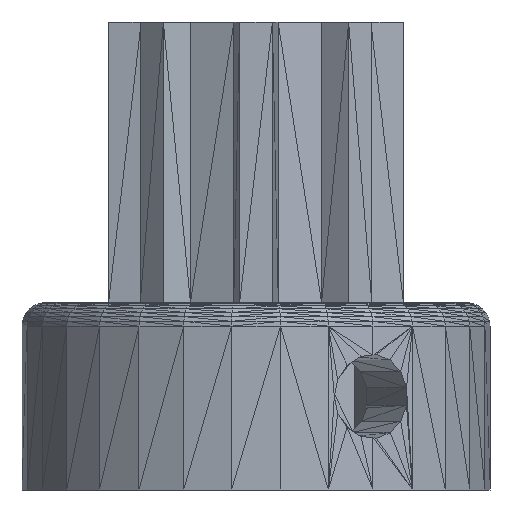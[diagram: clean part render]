
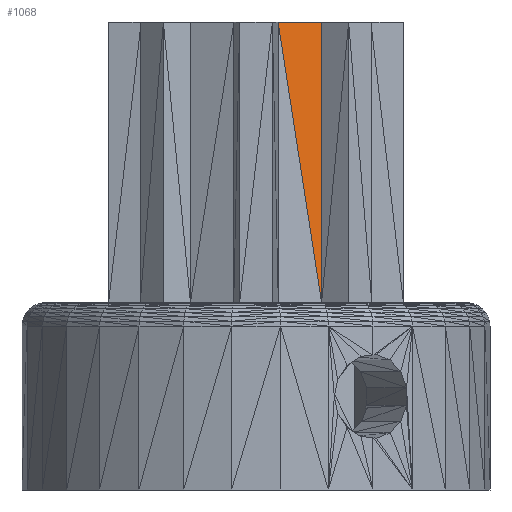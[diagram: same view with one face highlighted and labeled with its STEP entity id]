
A CAD part, left-side view. The second image highlights one B-rep face of the part: STEP entity #1068.
In plain terms, the highlighted planar face has unit normal (-0.924, -0.383, 0).
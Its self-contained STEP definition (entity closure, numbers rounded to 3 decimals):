
#986 = VERTEX_POINT('',#987);
#987 = CARTESIAN_POINT('',(-4.139,-2.802,8.));
#994 = PLANE('',#995);
#995 = AXIS2_PLACEMENT_3D('',#996,#997,#998);
#996 = CARTESIAN_POINT('',(-4.908,-0.946,8.));
#997 = DIRECTION('',(0.924,0.383,0.));
#998 = DIRECTION('',(-0.383,0.924,0.));
#1017 = EDGE_CURVE('',#986,#1018,#1020,.T.);
#1018 = VERTEX_POINT('',#1019);
#1019 = CARTESIAN_POINT('',(-4.908,-0.946,20.));
#1020 = SURFACE_CURVE('',#1021,(#1025,#1032),.PCURVE_S1.);
#1021 = LINE('',#1022,#1023);
#1022 = CARTESIAN_POINT('',(-4.139,-2.802,8.));
#1023 = VECTOR('',#1024,1.);
#1024 = DIRECTION('',(-0.063,0.153,0.986)
  );
#1025 = PCURVE('',#994,#1026);
#1026 = DEFINITIONAL_REPRESENTATION('',(#1027),#1031);
#1027 = LINE('',#1028,#1029);
#1028 = CARTESIAN_POINT('',(-2.009,0.));
#1029 = VECTOR('',#1030,1.);
#1030 = DIRECTION('',(0.165,0.986));
#1031 = ( GEOMETRIC_REPRESENTATION_CONTEXT(2) 
PARAMETRIC_REPRESENTATION_CONTEXT() REPRESENTATION_CONTEXT('2D SPACE',''
  ) );
#1032 = PCURVE('',#1033,#1038);
#1033 = PLANE('',#1034);
#1034 = AXIS2_PLACEMENT_3D('',#1035,#1036,#1037);
#1035 = CARTESIAN_POINT('',(-4.908,-0.946,20.));
#1036 = DIRECTION('',(0.924,0.383,0.));
#1037 = DIRECTION('',(-0.383,0.924,0.));
#1038 = DEFINITIONAL_REPRESENTATION('',(#1039),#1042);
#1039 = B_SPLINE_CURVE_WITH_KNOTS('',1,(#1040,#1041),.UNSPECIFIED.,.F.,
  .F.,(2,2),(0.,12.167),.PIECEWISE_BEZIER_KNOTS.);
#1040 = CARTESIAN_POINT('',(-2.009,-12.));
#1041 = CARTESIAN_POINT('',(0.,0.));
#1042 = ( GEOMETRIC_REPRESENTATION_CONTEXT(2) 
PARAMETRIC_REPRESENTATION_CONTEXT() REPRESENTATION_CONTEXT('2D SPACE',''
  ) );
#1068 = ADVANCED_FACE('',(#1069),#1033,.F.);
#1069 = FACE_BOUND('',#1070,.T.);
#1070 = EDGE_LOOP('',(#1071,#1072,#1099));
#1071 = ORIENTED_EDGE('',*,*,#1017,.F.);
#1072 = ORIENTED_EDGE('',*,*,#1073,.F.);
#1073 = EDGE_CURVE('',#1074,#986,#1076,.T.);
#1074 = VERTEX_POINT('',#1075);
#1075 = CARTESIAN_POINT('',(-4.139,-2.802,20.));
#1076 = SURFACE_CURVE('',#1077,(#1081,#1087),.PCURVE_S1.);
#1077 = LINE('',#1078,#1079);
#1078 = CARTESIAN_POINT('',(-4.139,-2.802,20.));
#1079 = VECTOR('',#1080,1.);
#1080 = DIRECTION('',(0.,0.,-1.));
#1081 = PCURVE('',#1033,#1082);
#1082 = DEFINITIONAL_REPRESENTATION('',(#1083),#1086);
#1083 = B_SPLINE_CURVE_WITH_KNOTS('',1,(#1084,#1085),.UNSPECIFIED.,.F.,
  .F.,(2,2),(0.,12.),.PIECEWISE_BEZIER_KNOTS.);
#1084 = CARTESIAN_POINT('',(-2.009,0.));
#1085 = CARTESIAN_POINT('',(-2.009,-12.));
#1086 = ( GEOMETRIC_REPRESENTATION_CONTEXT(2) 
PARAMETRIC_REPRESENTATION_CONTEXT() REPRESENTATION_CONTEXT('2D SPACE',''
  ) );
#1087 = PCURVE('',#1088,#1093);
#1088 = PLANE('',#1089);
#1089 = AXIS2_PLACEMENT_3D('',#1090,#1091,#1092);
#1090 = CARTESIAN_POINT('',(-4.354,-3.108,
    14.333));
#1091 = DIRECTION('',(-0.819,0.573,0.
    ));
#1092 = DIRECTION('',(-0.573,-0.819,0.));
#1093 = DEFINITIONAL_REPRESENTATION('',(#1094),#1098);
#1094 = LINE('',#1095,#1096);
#1095 = CARTESIAN_POINT('',(-0.374,5.667));
#1096 = VECTOR('',#1097,1.);
#1097 = DIRECTION('',(0.,-1.));
#1098 = ( GEOMETRIC_REPRESENTATION_CONTEXT(2) 
PARAMETRIC_REPRESENTATION_CONTEXT() REPRESENTATION_CONTEXT('2D SPACE',''
  ) );
#1099 = ORIENTED_EDGE('',*,*,#1100,.F.);
#1100 = EDGE_CURVE('',#1018,#1074,#1101,.T.);
#1101 = SURFACE_CURVE('',#1102,(#1106,#1112),.PCURVE_S1.);
#1102 = LINE('',#1103,#1104);
#1103 = CARTESIAN_POINT('',(-4.908,-0.946,20.));
#1104 = VECTOR('',#1105,1.);
#1105 = DIRECTION('',(0.383,-0.924,0.));
#1106 = PCURVE('',#1033,#1107);
#1107 = DEFINITIONAL_REPRESENTATION('',(#1108),#1111);
#1108 = B_SPLINE_CURVE_WITH_KNOTS('',1,(#1109,#1110),.UNSPECIFIED.,.F.,
  .F.,(2,2),(0.,2.009),.PIECEWISE_BEZIER_KNOTS.);
#1109 = CARTESIAN_POINT('',(0.,0.));
#1110 = CARTESIAN_POINT('',(-2.009,0.));
#1111 = ( GEOMETRIC_REPRESENTATION_CONTEXT(2) 
PARAMETRIC_REPRESENTATION_CONTEXT() REPRESENTATION_CONTEXT('2D SPACE',''
  ) );
#1112 = PCURVE('',#1113,#1118);
#1113 = PLANE('',#1114);
#1114 = AXIS2_PLACEMENT_3D('',#1115,#1116,#1117);
#1115 = CARTESIAN_POINT('',(-4.139,-2.802,20.));
#1116 = DIRECTION('',(0.,0.,-1.));
#1117 = DIRECTION('',(-1.,0.,0.));
#1118 = DEFINITIONAL_REPRESENTATION('',(#1119),#1123);
#1119 = LINE('',#1120,#1121);
#1120 = CARTESIAN_POINT('',(0.769,1.856));
#1121 = VECTOR('',#1122,1.);
#1122 = DIRECTION('',(-0.383,-0.924));
#1123 = ( GEOMETRIC_REPRESENTATION_CONTEXT(2) 
PARAMETRIC_REPRESENTATION_CONTEXT() REPRESENTATION_CONTEXT('2D SPACE',''
  ) );
